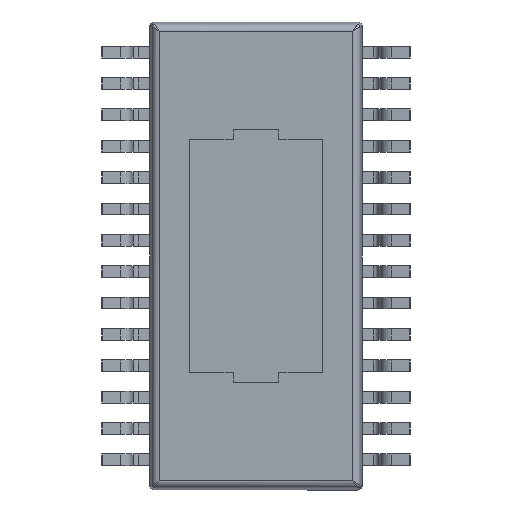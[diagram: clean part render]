
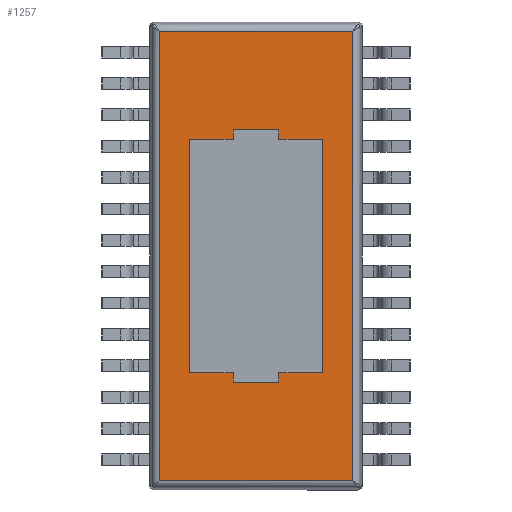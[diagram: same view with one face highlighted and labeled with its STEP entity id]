
A CAD part, front view. The second image highlights one B-rep face of the part: STEP entity #1257.
In plain terms, the highlighted planar face has unit normal (0, -1, 0).
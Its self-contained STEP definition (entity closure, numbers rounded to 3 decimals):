
#59 = CARTESIAN_POINT ( 'NONE',  ( 1.375, 0.15, -2.415 ) ) ;
#234 = CARTESIAN_POINT ( 'NONE',  ( -2.006, 0.15, 4.656 ) ) ;
#276 = DIRECTION ( 'NONE',  ( 0., -1., 0. ) ) ;
#594 = AXIS2_PLACEMENT_3D ( 'NONE', #2715, #276, #8843 ) ;
#615 = VERTEX_POINT ( 'NONE', #8400 ) ;
#709 = DIRECTION ( 'NONE',  ( 1., 0., 0. ) ) ;
#968 = LINE ( 'NONE', #12345, #13914 ) ;
#1257 = ADVANCED_FACE ( 'NONE', ( #1537, #6655 ), #11182, .T. ) ;
#1357 = VECTOR ( 'NONE', #709, 1000. ) ;
#1537 = FACE_BOUND ( 'NONE', #11672, .T. ) ;
#2185 = DIRECTION ( 'NONE',  ( 0., 0., -1. ) ) ;
#2204 = VECTOR ( 'NONE', #3871, 1000. ) ;
#2715 = CARTESIAN_POINT ( 'NONE',  ( 2.1, 0.15, -4.75 ) ) ;
#2820 = VERTEX_POINT ( 'NONE', #10144 ) ;
#3140 = EDGE_LOOP ( 'NONE', ( #12785, #4899, #6388, #7360 ) ) ;
#3248 = CARTESIAN_POINT ( 'NONE',  ( -1.375, 0.15, -2.415 ) ) ;
#3298 = CARTESIAN_POINT ( 'NONE',  ( 1.375, 0.15, -2.415 ) ) ;
#3368 = DIRECTION ( 'NONE',  ( -1., 0., 0. ) ) ;
#3558 = VECTOR ( 'NONE', #6273, 1000. ) ;
#3871 = DIRECTION ( 'NONE',  ( 0., 0., 1. ) ) ;
#4885 = ORIENTED_EDGE ( 'NONE', *, *, #10812, .F. ) ;
#4899 = ORIENTED_EDGE ( 'NONE', *, *, #9271, .T. ) ;
#6161 = VECTOR ( 'NONE', #2185, 1000. ) ;
#6273 = DIRECTION ( 'NONE',  ( 1., 0., 0. ) ) ;
#6388 = ORIENTED_EDGE ( 'NONE', *, *, #14075, .T. ) ;
#6655 = FACE_OUTER_BOUND ( 'NONE', #3140, .T. ) ;
#6708 = LINE ( 'NONE', #13874, #11401 ) ;
#7360 = ORIENTED_EDGE ( 'NONE', *, *, #13407, .T. ) ;
#7557 = CARTESIAN_POINT ( 'NONE',  ( -1.375, 0.15, 2.415 ) ) ;
#8306 = CARTESIAN_POINT ( 'NONE',  ( -1.375, 0.15, 2.415 ) ) ;
#8400 = CARTESIAN_POINT ( 'NONE',  ( 2.006, 0.15, -4.656 ) ) ;
#8511 = VERTEX_POINT ( 'NONE', #234 ) ;
#8584 = LINE ( 'NONE', #8306, #16217 ) ;
#8787 = EDGE_CURVE ( 'NONE', #11397, #11887, #16153, .T. ) ;
#8843 = DIRECTION ( 'NONE',  ( 0., 0., -1. ) ) ;
#9120 = CARTESIAN_POINT ( 'NONE',  ( -1.375, 0.15, -2.415 ) ) ;
#9271 = EDGE_CURVE ( 'NONE', #615, #2820, #10065, .T. ) ;
#9330 = LINE ( 'NONE', #3248, #6161 ) ;
#9430 = ORIENTED_EDGE ( 'NONE', *, *, #14364, .F. ) ;
#9968 = CARTESIAN_POINT ( 'NONE',  ( 2.006, 0.15, 4.75 ) ) ;
#10060 = CARTESIAN_POINT ( 'NONE',  ( 2.1, 0.15, -4.656 ) ) ;
#10065 = LINE ( 'NONE', #9968, #2204 ) ;
#10083 = VERTEX_POINT ( 'NONE', #7557 ) ;
#10144 = CARTESIAN_POINT ( 'NONE',  ( 2.006, 0.15, 4.656 ) ) ;
#10394 = LINE ( 'NONE', #11832, #1357 ) ;
#10812 = EDGE_CURVE ( 'NONE', #11887, #10083, #8584, .T. ) ;
#10864 = VECTOR ( 'NONE', #15118, 1000. ) ;
#11151 = DIRECTION ( 'NONE',  ( -1., 0., 0. ) ) ;
#11182 = PLANE ( 'NONE',  #594 ) ;
#11397 = VERTEX_POINT ( 'NONE', #3298 ) ;
#11401 = VECTOR ( 'NONE', #11466, 1000. ) ;
#11466 = DIRECTION ( 'NONE',  ( 0., 0., -1. ) ) ;
#11672 = EDGE_LOOP ( 'NONE', ( #13015, #9430, #12160, #4885 ) ) ;
#11810 = VERTEX_POINT ( 'NONE', #9120 ) ;
#11832 = CARTESIAN_POINT ( 'NONE',  ( -1.375, 0.15, -2.415 ) ) ;
#11887 = VERTEX_POINT ( 'NONE', #15350 ) ;
#12160 = ORIENTED_EDGE ( 'NONE', *, *, #12214, .F. ) ;
#12214 = EDGE_CURVE ( 'NONE', #10083, #11810, #9330, .T. ) ;
#12345 = CARTESIAN_POINT ( 'NONE',  ( -2.1, 0.15, 4.656 ) ) ;
#12785 = ORIENTED_EDGE ( 'NONE', *, *, #13309, .T. ) ;
#13015 = ORIENTED_EDGE ( 'NONE', *, *, #8787, .F. ) ;
#13309 = EDGE_CURVE ( 'NONE', #14378, #615, #15531, .T. ) ;
#13407 = EDGE_CURVE ( 'NONE', #8511, #14378, #6708, .T. ) ;
#13874 = CARTESIAN_POINT ( 'NONE',  ( -2.006, 0.15, -4.75 ) ) ;
#13914 = VECTOR ( 'NONE', #11151, 1000. ) ;
#14075 = EDGE_CURVE ( 'NONE', #2820, #8511, #968, .T. ) ;
#14364 = EDGE_CURVE ( 'NONE', #11810, #11397, #10394, .T. ) ;
#14378 = VERTEX_POINT ( 'NONE', #15631 ) ;
#15118 = DIRECTION ( 'NONE',  ( 0., 0., 1. ) ) ;
#15350 = CARTESIAN_POINT ( 'NONE',  ( 1.375, 0.15, 2.415 ) ) ;
#15531 = LINE ( 'NONE', #10060, #3558 ) ;
#15631 = CARTESIAN_POINT ( 'NONE',  ( -2.006, 0.15, -4.656 ) ) ;
#16153 = LINE ( 'NONE', #59, #10864 ) ;
#16217 = VECTOR ( 'NONE', #3368, 1000. ) ;
